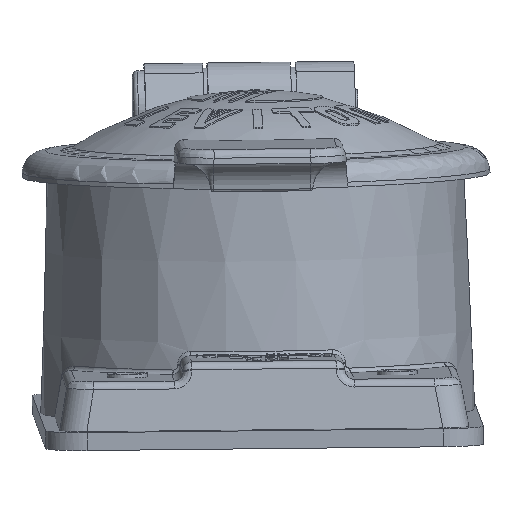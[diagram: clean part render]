
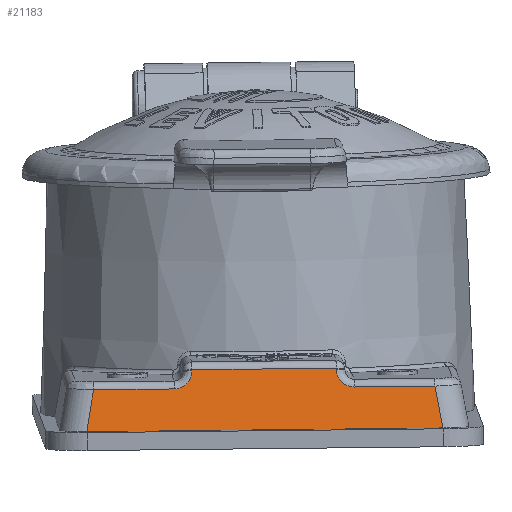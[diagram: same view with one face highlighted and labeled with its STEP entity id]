
A CAD part, front view. The second image highlights one B-rep face of the part: STEP entity #21183.
In plain terms, the highlighted planar face has unit normal (0.02, -0.993, 0.116).
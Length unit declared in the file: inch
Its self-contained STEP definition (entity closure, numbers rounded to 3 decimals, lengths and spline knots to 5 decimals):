
#597 = EDGE_LOOP ( 'NONE', ( #36286, #25886, #17281, #15556, #27540, #6352, #10692, #14320, #5942, #16162 ) ) ;
#669 = EDGE_CURVE ( 'NONE', #14036, #21957, #18983, .T. ) ;
#1549 = LINE ( 'NONE', #4963, #11976 ) ;
#1994 = VECTOR ( 'NONE', #6268, 39.37008 ) ;
#2080 = VECTOR ( 'NONE', #29017, 39.37008 ) ;
#2416 = CARTESIAN_POINT ( 'NONE',  ( -0.56962, -2.1891, -1.53856 ) ) ;
#2737 = EDGE_CURVE ( 'NONE', #6466, #35513, #25528, .T. ) ;
#2743 = CARTESIAN_POINT ( 'NONE',  ( 1.47731, -2.14598, -1.51658 ) ) ;
#2771 = LINE ( 'NONE', #11691, #33310 ) ;
#3562 = VERTEX_POINT ( 'NONE', #19160 ) ;
#3879 = EDGE_CURVE ( 'NONE', #16994, #15133, #1549, .T. ) ;
#4214 = DIRECTION ( 'NONE',  ( -0.013, 0.116, 0.993 ) ) ;
#4448 = CARTESIAN_POINT ( 'NONE',  ( -0.4474, -2.17109, -1.40511 ) ) ;
#4963 = CARTESIAN_POINT ( 'NONE',  ( 0.55464, -2.14394, -1.34268 ) ) ;
#5942 = ORIENTED_EDGE ( 'NONE', *, *, #7219, .T. ) ;
#6268 = DIRECTION ( 'NONE',  ( 0.013, -0.116, -0.993 ) ) ;
#6352 = ORIENTED_EDGE ( 'NONE', *, *, #26055, .T. ) ;
#6466 = VERTEX_POINT ( 'NONE', #16518 ) ;
#7219 = EDGE_CURVE ( 'NONE', #15133, #26047, #15392, .T. ) ;
#8907 = DIRECTION ( 'NONE',  ( 0.013, -0.116, -0.993 ) ) ;
#10692 = ORIENTED_EDGE ( 'NONE', *, *, #12529, .F. ) ;
#11691 = CARTESIAN_POINT ( 'NONE',  ( -1.10599, -2.18239, -1.39022 ) ) ;
#11893 = CARTESIAN_POINT ( 'NONE',  ( 0.55532, -2.14996, -1.39435 ) ) ;
#11950 = CARTESIAN_POINT ( 'NONE',  ( 0.55542, -2.15079, -1.40141 ) ) ;
#11976 = VECTOR ( 'NONE', #4214, 39.37008 ) ;
#12529 = EDGE_CURVE ( 'NONE', #16994, #31978, #35968, .T. ) ;
#13506 = EDGE_CURVE ( 'NONE', #26047, #21957, #25948, .T. ) ;
#14036 = VERTEX_POINT ( 'NONE', #2416 ) ;
#14084 = FACE_OUTER_BOUND ( 'NONE', #597, .T. ) ;
#14320 = ORIENTED_EDGE ( 'NONE', *, *, #3879, .T. ) ;
#14646 = CARTESIAN_POINT ( 'NONE',  ( 1.30284, -2.1873, -1.84056 ) ) ;
#15133 = VERTEX_POINT ( 'NONE', #11893 ) ;
#15392 = LINE ( 'NONE', #26812, #16042 ) ;
#15523 = CARTESIAN_POINT ( 'NONE',  ( 1.2423, -2.15093, -1.51911 ) ) ;
#15556 = ORIENTED_EDGE ( 'NONE', *, *, #36348, .T. ) ;
#16042 = VECTOR ( 'NONE', #24019, 39.37008 ) ;
#16162 = ORIENTED_EDGE ( 'NONE', *, *, #13506, .T. ) ;
#16397 = CARTESIAN_POINT ( 'NONE',  ( 1.47731, -2.14598, -1.51658 ) ) ;
#16518 = CARTESIAN_POINT ( 'NONE',  ( 1.29704, -2.18381, -1.80978 ) ) ;
#16994 = VERTEX_POINT ( 'NONE', #11950 ) ;
#17117 = CARTESIAN_POINT ( 'NONE',  ( -0.497, -2.18757, -1.53778 ) ) ;
#17281 = ORIENTED_EDGE ( 'NONE', *, *, #18797, .T. ) ;
#17820 = CARTESIAN_POINT ( 'NONE',  ( -0.4473, -2.17191, -1.41217 ) ) ;
#18222 = VERTEX_POINT ( 'NONE', #36171 ) ;
#18797 = EDGE_CURVE ( 'NONE', #18222, #3562, #2771, .T. ) ;
#18983 =( BOUNDED_CURVE ( )  B_SPLINE_CURVE ( 3, ( #31550, #17117, #19401, #28703 ),
 .UNSPECIFIED., .F., .T. ) 
 B_SPLINE_CURVE_WITH_KNOTS ( ( 4, 4 ),
 ( 0., 1.5708 ),
 .UNSPECIFIED. ) 
 CURVE ( )  GEOMETRIC_REPRESENTATION_ITEM ( )  RATIONAL_B_SPLINE_CURVE ( ( 1., 0.805, 0.805, 1. ) ) 
 REPRESENTATION_ITEM ( '' )  );
#19160 = CARTESIAN_POINT ( 'NONE',  ( -1.17795, -2.23595, -1.83636 ) ) ;
#19401 = CARTESIAN_POINT ( 'NONE',  ( -0.44634, -2.18045, -1.48543 ) ) ;
#21183 = ADVANCED_FACE ( 'NONE', ( #14084 ), #26256, .T. ) ;
#21953 = DIRECTION ( 'NONE',  ( -1., -0.021, -0.011 ) ) ;
#21957 = VERTEX_POINT ( 'NONE', #17820 ) ;
#22109 = VECTOR ( 'NONE', #36890, 39.37008 ) ;
#23286 = CARTESIAN_POINT ( 'NONE',  ( -0.44181, -2.22044, -1.82845 ) ) ;
#23439 = CARTESIAN_POINT ( 'NONE',  ( 1.48115, -2.17994, -1.8078 ) ) ;
#24019 = DIRECTION ( 'NONE',  ( -1., -0.021, -0.011 ) ) ;
#24673 = CARTESIAN_POINT ( 'NONE',  ( 0.68103, -2.16276, -1.52513 ) ) ;
#24797 = LINE ( 'NONE', #16397, #32598 ) ;
#25226 = CARTESIAN_POINT ( 'NONE',  ( 0.55638, -2.15933, -1.47466 ) ) ;
#25528 = LINE ( 'NONE', #14646, #22109 ) ;
#25886 = ORIENTED_EDGE ( 'NONE', *, *, #31334, .T. ) ;
#25948 = LINE ( 'NONE', #23286, #1994 ) ;
#26047 = VERTEX_POINT ( 'NONE', #4448 ) ;
#26055 = EDGE_CURVE ( 'NONE', #35513, #31978, #28587, .T. ) ;
#26256 = PLANE ( 'NONE',  #29297 ) ;
#26812 = CARTESIAN_POINT ( 'NONE',  ( -0.50938, -2.17239, -1.40578 ) ) ;
#27540 = ORIENTED_EDGE ( 'NONE', *, *, #2737, .T. ) ;
#28232 = CARTESIAN_POINT ( 'NONE',  ( 0.60842, -2.16429, -1.52591 ) ) ;
#28587 = LINE ( 'NONE', #2743, #29062 ) ;
#28703 = CARTESIAN_POINT ( 'NONE',  ( -0.4473, -2.17191, -1.41217 ) ) ;
#29017 = DIRECTION ( 'NONE',  ( 1., 0.021, 0.011 ) ) ;
#29062 = VECTOR ( 'NONE', #34317, 39.37008 ) ;
#29173 = DIRECTION ( 'NONE',  ( -0.158, -0.118, -0.98 ) ) ;
#29297 = AXIS2_PLACEMENT_3D ( 'NONE', #23439, #35017, #8907 ) ;
#30703 = CARTESIAN_POINT ( 'NONE',  ( 0.55542, -2.15079, -1.40141 ) ) ;
#31334 = EDGE_CURVE ( 'NONE', #14036, #18222, #24797, .T. ) ;
#31550 = CARTESIAN_POINT ( 'NONE',  ( -0.56962, -2.1891, -1.53856 ) ) ;
#31978 = VERTEX_POINT ( 'NONE', #36376 ) ;
#32054 = CARTESIAN_POINT ( 'NONE',  ( 1.48115, -2.17994, -1.8078 ) ) ;
#32416 = LINE ( 'NONE', #32054, #2080 ) ;
#32598 = VECTOR ( 'NONE', #21953, 39.37008 ) ;
#33310 = VECTOR ( 'NONE', #29173, 39.37008 ) ;
#34317 = DIRECTION ( 'NONE',  ( -1., -0.021, -0.011 ) ) ;
#35017 = DIRECTION ( 'NONE',  ( 0.02, -0.993, 0.116 ) ) ;
#35513 = VERTEX_POINT ( 'NONE', #15523 ) ;
#35968 =( BOUNDED_CURVE ( )  B_SPLINE_CURVE ( 3, ( #30703, #25226, #28232, #24673 ),
 .UNSPECIFIED., .F., .T. ) 
 B_SPLINE_CURVE_WITH_KNOTS ( ( 4, 4 ),
 ( 1.5708, 3.14159 ),
 .UNSPECIFIED. ) 
 CURVE ( )  GEOMETRIC_REPRESENTATION_ITEM ( )  RATIONAL_B_SPLINE_CURVE ( ( 1., 0.805, 0.805, 1. ) ) 
 REPRESENTATION_ITEM ( '' )  );
#36171 = CARTESIAN_POINT ( 'NONE',  ( -1.13088, -2.20092, -1.54459 ) ) ;
#36286 = ORIENTED_EDGE ( 'NONE', *, *, #669, .F. ) ;
#36348 = EDGE_CURVE ( 'NONE', #3562, #6466, #32416, .T. ) ;
#36376 = CARTESIAN_POINT ( 'NONE',  ( 0.68103, -2.16276, -1.52513 ) ) ;
#36890 = DIRECTION ( 'NONE',  ( -0.184, 0.11, 0.977 ) ) ;
